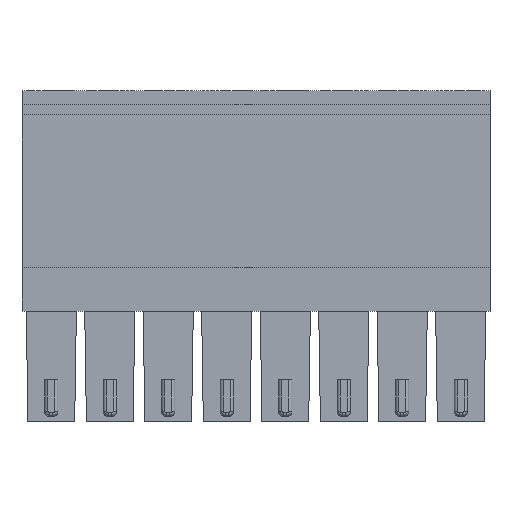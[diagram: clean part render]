
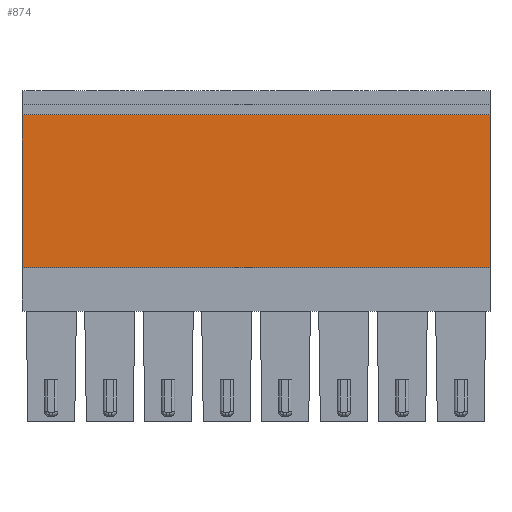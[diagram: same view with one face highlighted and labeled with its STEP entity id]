
A CAD part, left-side view. The second image highlights one B-rep face of the part: STEP entity #874.
In plain terms, the highlighted planar face has unit normal (-1, 0, 0).
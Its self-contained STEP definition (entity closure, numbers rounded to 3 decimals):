
#874 = ADVANCED_FACE( '', ( #1954 ), #1955, .F. );
#1954 = FACE_OUTER_BOUND( '', #3371, .T. );
#1955 = PLANE( '', #3372 );
#3371 = EDGE_LOOP( '', ( #6085, #6086, #6087, #6088 ) );
#3372 = AXIS2_PLACEMENT_3D( '', #6089, #6090, #6091 );
#6085 = ORIENTED_EDGE( '', *, *, #8563, .F. );
#6086 = ORIENTED_EDGE( '', *, *, #7747, .F. );
#6087 = ORIENTED_EDGE( '', *, *, #7986, .F. );
#6088 = ORIENTED_EDGE( '', *, *, #8564, .T. );
#6089 = CARTESIAN_POINT( '', ( 72.5, 3.715, -10.85 ) );
#6090 = DIRECTION( '', ( 1., 0., 0. ) );
#6091 = DIRECTION( '', ( 0., 1., 0. ) );
#7747 = EDGE_CURVE( '', #9203, #9206, #9207, .T. );
#7986 = EDGE_CURVE( '', #9617, #9203, #9618, .T. );
#8563 = EDGE_CURVE( '', #9206, #10446, #10447, .T. );
#8564 = EDGE_CURVE( '', #9617, #10446, #10448, .T. );
#9203 = VERTEX_POINT( '', #11244 );
#9206 = VERTEX_POINT( '', #11248 );
#9207 = LINE( '', #11249, #11250 );
#9617 = VERTEX_POINT( '', #11804 );
#9618 = LINE( '', #11805, #11806 );
#10446 = VERTEX_POINT( '', #12964 );
#10447 = LINE( '', #12965, #12966 );
#10448 = LINE( '', #12967, #12968 );
#11244 = CARTESIAN_POINT( '', ( 72.5, 14.47, -1.45 ) );
#11248 = CARTESIAN_POINT( '', ( 72.5, 14.47, -10.6 ) );
#11249 = CARTESIAN_POINT( '', ( 72.5, 14.47, -6.9 ) );
#11250 = VECTOR( '', #13658, 1000. );
#11804 = CARTESIAN_POINT( '', ( 72.5, 42.49, -1.45 ) );
#11805 = CARTESIAN_POINT( '', ( 72.5, 0.707, -1.45 ) );
#11806 = VECTOR( '', #13959, 1000. );
#12964 = CARTESIAN_POINT( '', ( 72.5, 42.49, -10.6 ) );
#12965 = CARTESIAN_POINT( '', ( 72.5, 3.715, -10.6 ) );
#12966 = VECTOR( '', #14584, 1000. );
#12967 = CARTESIAN_POINT( '', ( 72.5, 42.49, -6.9 ) );
#12968 = VECTOR( '', #14585, 1000. );
#13658 = DIRECTION( '', ( 0., 0., -1. ) );
#13959 = DIRECTION( '', ( 0., -1., 0. ) );
#14584 = DIRECTION( '', ( 0., 1., 0. ) );
#14585 = DIRECTION( '', ( 0., 0., -1. ) );
